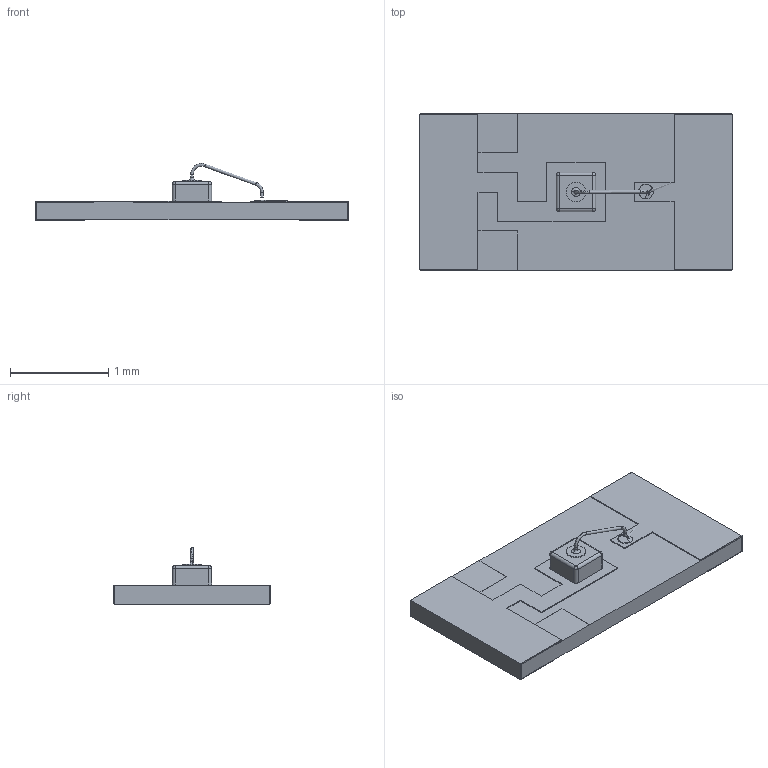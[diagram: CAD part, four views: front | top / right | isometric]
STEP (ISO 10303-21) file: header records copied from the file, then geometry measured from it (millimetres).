
FILE_DESCRIPTION (( 'STEP AP214' ), '1' );
FILE_NAME ('04A86AE7-DA10-45CF-B2A7-563ACE695DB9.STEP', '2024-12-11T12:36:32', ( '' ), ( '' ), 'SwSTEP 2.0', 'SolidWorks 2022', '' );
FILE_SCHEMA (( 'AUTOMOTIVE_DESIGN' ));
Length unit declared in the file: millimetre
Products named in the file (1): 04A86AE7-DA10-45CF-B2A7-563ACE695DB9
Bounding box: 3.2 x 1.6 x 0.58 mm (x, y, z)
Surface area: 12.6 mm2 (no closed solid volume)
Topology: 0 solids, 1 shells, 88 faces, 237 edges, 149 vertices
Faces by surface type: plane 60, cylinder 17, bspline 11
Entity records: 3854 total; most frequent: CARTESIAN_POINT 683, ORIENTED_EDGE 464, DIRECTION 432, EDGE_CURVE 232, LINE 182, VECTOR 182, VERTEX_POINT 149, AXIS2_PLACEMENT_3D 125
